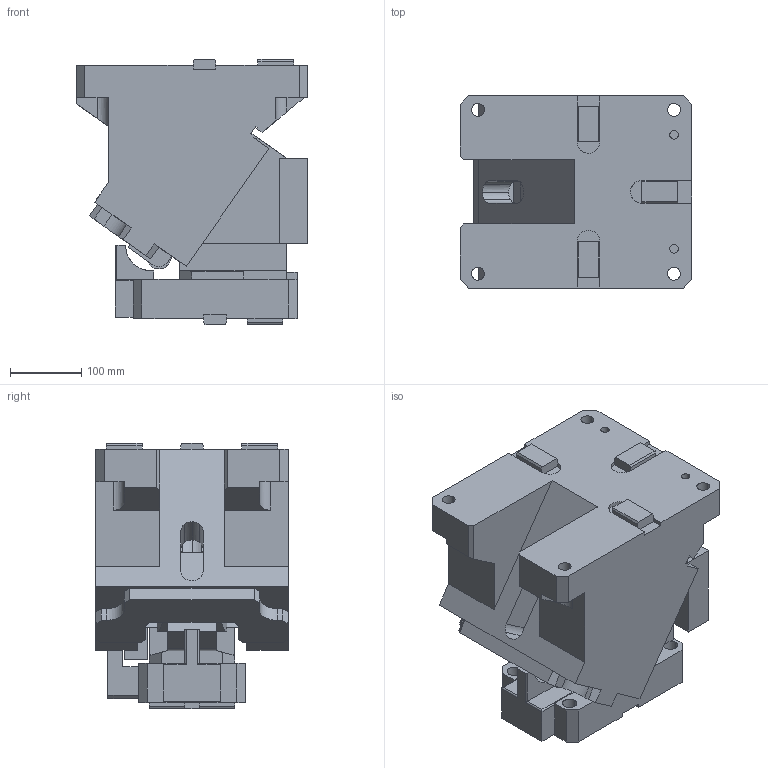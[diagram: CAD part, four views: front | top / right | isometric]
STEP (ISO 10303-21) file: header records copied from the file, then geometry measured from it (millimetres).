
FILE_DESCRIPTION(('CATIA V5 STEP Exchange'),'2;1');
FILE_NAME('CACG_200_00.stp','2015-04-22T09:45:44+00:00',('none'),('none'),'CATIA Version 5 Release 19 SP 2 (IN-10)','CATIA V5 STEP AP203','none');
FILE_SCHEMA(('CONFIG_CONTROL_DESIGN'));
Length unit declared in the file: millimetre
Products named in the file (1): CACG_200_00
Bounding box: 325 x 270 x 372 mm (x, y, z)
Volume: 17562461.6 mm3; surface area: 998709.9 mm2
Topology: 3 solids, 9 shells, 469 faces, 1286 edges, 844 vertices
Faces by surface type: plane 337, cylinder 130, extrusion 2
Entity records: 16472 total; most frequent: CARTESIAN_POINT 5156, ORIENTED_EDGE 2564, DIRECTION 1898, EDGE_CURVE 1282, VECTOR 1036, LINE 1034, VERTEX_POINT 842, EDGE_LOOP 506
